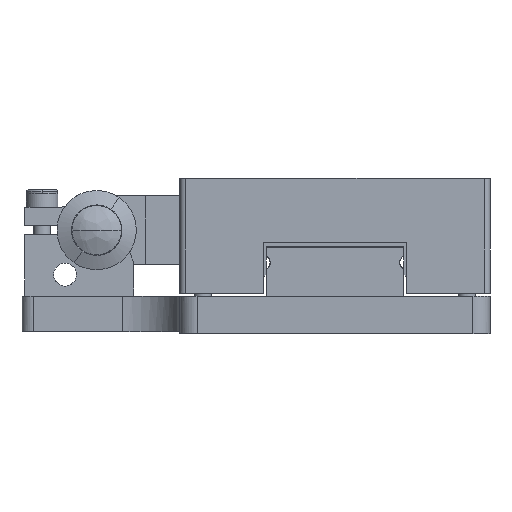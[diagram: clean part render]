
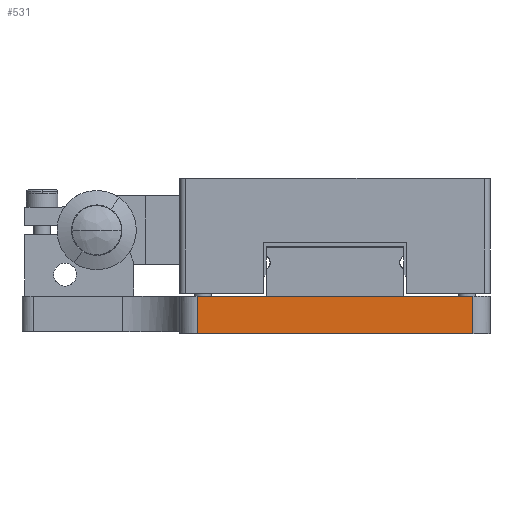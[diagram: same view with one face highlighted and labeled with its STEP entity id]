
A CAD part, front view. The second image highlights one B-rep face of the part: STEP entity #531.
In plain terms, the highlighted free-form (B-spline) face has degree [1, 1] with [2, 2] control points.
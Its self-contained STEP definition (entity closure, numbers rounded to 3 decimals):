
#531=ADVANCED_FACE('',(#1152),#22419,.T.);
#1152=FACE_OUTER_BOUND('',#1823,.T.);
#1823=EDGE_LOOP('',(#3297,#3298,#3299,#3300));
#3297=ORIENTED_EDGE('',*,*,#18674,.F.);
#3298=ORIENTED_EDGE('',*,*,#18544,.F.);
#3299=ORIENTED_EDGE('',*,*,#18675,.T.);
#3300=ORIENTED_EDGE('',*,*,#18660,.F.);
#6493=PCURVE('',#22412,#9899);
#6680=PCURVE('',#22417,#10086);
#6702=PCURVE('',#22767,#10108);
#6703=PCURVE('',#22419,#10109);
#6704=PCURVE('',#22419,#10110);
#6705=PCURVE('',#22419,#10111);
#6706=PCURVE('',#22419,#10112);
#6720=PCURVE('',#22770,#10126);
#9899=DEFINITIONAL_REPRESENTATION('',(#13301),#46445);
#10086=DEFINITIONAL_REPRESENTATION('',(#13476),#46445);
#10108=DEFINITIONAL_REPRESENTATION('',(#13502),#46445);
#10109=DEFINITIONAL_REPRESENTATION('',(#13503),#46445);
#10110=DEFINITIONAL_REPRESENTATION('',(#13504),#46445);
#10111=DEFINITIONAL_REPRESENTATION('',(#13506),#46445);
#10112=DEFINITIONAL_REPRESENTATION('',(#13507),#46445);
#10126=DEFINITIONAL_REPRESENTATION('',(#13526),#46445);
#13300=B_SPLINE_CURVE_WITH_KNOTS('',1,(#32954,#32955),.UNSPECIFIED.,.F.,
 .F.,(2,2),(-48.,0.),.UNSPECIFIED.);
#13301=B_SPLINE_CURVE_WITH_KNOTS('',1,(#32956,#32957),.UNSPECIFIED.,.F.,
 .F.,(2,2),(-48.,0.),.UNSPECIFIED.);
#13475=B_SPLINE_CURVE_WITH_KNOTS('',1,(#33760,#33761),.UNSPECIFIED.,.F.,
 .F.,(2,2),(-48.,0.),.UNSPECIFIED.);
#13476=B_SPLINE_CURVE_WITH_KNOTS('',1,(#33762,#33763),.UNSPECIFIED.,.F.,
 .F.,(2,2),(-48.,0.),.UNSPECIFIED.);
#13501=B_SPLINE_CURVE_WITH_KNOTS('',1,(#33842,#33843),.UNSPECIFIED.,.F.,
 .F.,(2,2),(0.,6.5),.UNSPECIFIED.);
#13502=B_SPLINE_CURVE_WITH_KNOTS('',1,(#33844,#33845),.UNSPECIFIED.,.F.,
 .F.,(2,2),(0.,6.5),.UNSPECIFIED.);
#13503=B_SPLINE_CURVE_WITH_KNOTS('',1,(#33846,#33847),.UNSPECIFIED.,.F.,
 .F.,(2,2),(0.,6.5),.UNSPECIFIED.);
#13504=B_SPLINE_CURVE_WITH_KNOTS('',1,(#33848,#33849),.UNSPECIFIED.,.F.,
 .F.,(2,2),(-48.,0.),.UNSPECIFIED.);
#13505=B_SPLINE_CURVE_WITH_KNOTS('',1,(#33850,#33851),.UNSPECIFIED.,.F.,
 .F.,(2,2),(-6.5,0.),.UNSPECIFIED.);
#13506=B_SPLINE_CURVE_WITH_KNOTS('',1,(#33852,#33853),.UNSPECIFIED.,.F.,
 .F.,(2,2),(-6.5,0.),.UNSPECIFIED.);
#13507=B_SPLINE_CURVE_WITH_KNOTS('',1,(#33854,#33855),.UNSPECIFIED.,.F.,
 .F.,(2,2),(-48.,0.),.UNSPECIFIED.);
#13526=B_SPLINE_CURVE_WITH_KNOTS('',1,(#33898,#33899),.UNSPECIFIED.,.F.,
 .F.,(2,2),(-6.5,0.),.UNSPECIFIED.);
#16807=SURFACE_CURVE('',#13300,(#6493,#6704),.PCURVE_S1.);
#16923=SURFACE_CURVE('',#13475,(#6680,#6706),.PCURVE_S1.);
#16937=SURFACE_CURVE('',#13501,(#6702,#6703),.PCURVE_S1.);
#16938=SURFACE_CURVE('',#13505,(#6705,#6720),.PCURVE_S1.);
#18544=EDGE_CURVE('',#21491,#21477,#16807,.T.);
#18660=EDGE_CURVE('',#21577,#21578,#16923,.T.);
#18674=EDGE_CURVE('',#21477,#21577,#16937,.T.);
#18675=EDGE_CURVE('',#21491,#21578,#16938,.T.);
#21477=VERTEX_POINT('',#28712);
#21491=VERTEX_POINT('',#28726);
#21577=VERTEX_POINT('',#28812);
#21578=VERTEX_POINT('',#28813);
#22412=B_SPLINE_SURFACE_WITH_KNOTS('',1,1,((#24821,#24822),(#24823,#24824)),
 .UNSPECIFIED.,.F.,.F.,.F.,(2,2),(2,2),(-35.27,62.77),(-69.12,69.12),
 .UNSPECIFIED.);
#22417=B_SPLINE_SURFACE_WITH_KNOTS('',1,1,((#25165,#25166),(#25167,#25168)),
 .UNSPECIFIED.,.F.,.F.,.F.,(2,2),(2,2),(0.915,16.755),
(-32.52,32.52),.UNSPECIFIED.);
#22419=B_SPLINE_SURFACE_WITH_KNOTS('',1,1,((#25209,#25210),(#25211,#25212)),
 .UNSPECIFIED.,.F.,.F.,.F.,(2,2),(2,2),(-2.77,5.27),(-55.92,
1.92),.UNSPECIFIED.);
#22767=(
BOUNDED_SURFACE()
B_SPLINE_SURFACE(2,1,((#25191,#25192),(#25193,#25194),(#25195,#25196),(#25197,
#25198),(#25199,#25200),(#25201,#25202),(#25203,#25204),(#25205,#25206),
(#25207,#25208)),.UNSPECIFIED.,.T.,.F.,.F.)
B_SPLINE_SURFACE_WITH_KNOTS((3,2,2,2,3),(2,2),(0.,1.571,3.142,
4.712,6.283),(0.,8.04),.UNSPECIFIED.)
GEOMETRIC_REPRESENTATION_ITEM()
RATIONAL_B_SPLINE_SURFACE(((1.,1.),(0.707,0.707),
(1.,1.),(0.707,0.707),(1.,1.),(0.707,
0.707),(1.,1.),(0.707,0.707),(1.,1.)))
REPRESENTATION_ITEM('')
SURFACE()
);
#22770=(
BOUNDED_SURFACE()
B_SPLINE_SURFACE(2,1,((#25253,#25254),(#25255,#25256),(#25257,#25258),(#25259,
#25260),(#25261,#25262),(#25263,#25264),(#25265,#25266),(#25267,#25268),
(#25269,#25270)),.UNSPECIFIED.,.T.,.F.,.F.)
B_SPLINE_SURFACE_WITH_KNOTS((3,2,2,2,3),(2,2),(0.,1.571,3.142,
4.712,6.283),(0.,8.04),.UNSPECIFIED.)
GEOMETRIC_REPRESENTATION_ITEM()
RATIONAL_B_SPLINE_SURFACE(((1.,1.),(0.707,0.707),
(1.,1.),(0.707,0.707),(1.,1.),(0.707,
0.707),(1.,1.),(0.707,0.707),(1.,1.)))
REPRESENTATION_ITEM('')
SURFACE()
);
#24821=CARTESIAN_POINT('',(35.897,-8.267,-53.52));
#24822=CARTESIAN_POINT('',(35.897,-8.267,84.72));
#24823=CARTESIAN_POINT('',(-62.143,-8.267,-53.52));
#24824=CARTESIAN_POINT('',(-62.143,-8.267,84.72));
#25165=CARTESIAN_POINT('',(33.147,-14.767,58.68));
#25166=CARTESIAN_POINT('',(-31.893,-14.767,58.68));
#25167=CARTESIAN_POINT('',(33.147,-14.767,74.52));
#25168=CARTESIAN_POINT('',(-31.893,-14.767,74.52));
#25191=CARTESIAN_POINT('',(21.627,-7.497,70.1));
#25192=CARTESIAN_POINT('',(21.627,-15.537,70.1));
#25193=CARTESIAN_POINT('',(21.627,-7.497,67.1));
#25194=CARTESIAN_POINT('',(21.627,-15.537,67.1));
#25195=CARTESIAN_POINT('',(24.627,-7.497,67.1));
#25196=CARTESIAN_POINT('',(24.627,-15.537,67.1));
#25197=CARTESIAN_POINT('',(27.627,-7.497,67.1));
#25198=CARTESIAN_POINT('',(27.627,-15.537,67.1));
#25199=CARTESIAN_POINT('',(27.627,-7.497,70.1));
#25200=CARTESIAN_POINT('',(27.627,-15.537,70.1));
#25201=CARTESIAN_POINT('',(27.627,-7.497,73.1));
#25202=CARTESIAN_POINT('',(27.627,-15.537,73.1));
#25203=CARTESIAN_POINT('',(24.627,-7.497,73.1));
#25204=CARTESIAN_POINT('',(24.627,-15.537,73.1));
#25205=CARTESIAN_POINT('',(21.627,-7.497,73.1));
#25206=CARTESIAN_POINT('',(21.627,-15.537,73.1));
#25207=CARTESIAN_POINT('',(21.627,-7.497,70.1));
#25208=CARTESIAN_POINT('',(21.627,-15.537,70.1));
#25209=CARTESIAN_POINT('',(29.547,-15.537,73.1));
#25210=CARTESIAN_POINT('',(-28.293,-15.537,73.1));
#25211=CARTESIAN_POINT('',(29.547,-7.497,73.1));
#25212=CARTESIAN_POINT('',(-28.293,-7.497,73.1));
#25253=CARTESIAN_POINT('',(-20.373,-7.497,70.1));
#25254=CARTESIAN_POINT('',(-20.373,-15.537,70.1));
#25255=CARTESIAN_POINT('',(-20.373,-7.497,73.1));
#25256=CARTESIAN_POINT('',(-20.373,-15.537,73.1));
#25257=CARTESIAN_POINT('',(-23.373,-7.497,73.1));
#25258=CARTESIAN_POINT('',(-23.373,-15.537,73.1));
#25259=CARTESIAN_POINT('',(-26.373,-7.497,73.1));
#25260=CARTESIAN_POINT('',(-26.373,-15.537,73.1));
#25261=CARTESIAN_POINT('',(-26.373,-7.497,70.1));
#25262=CARTESIAN_POINT('',(-26.373,-15.537,70.1));
#25263=CARTESIAN_POINT('',(-26.373,-7.497,67.1));
#25264=CARTESIAN_POINT('',(-26.373,-15.537,67.1));
#25265=CARTESIAN_POINT('',(-23.373,-7.497,67.1));
#25266=CARTESIAN_POINT('',(-23.373,-15.537,67.1));
#25267=CARTESIAN_POINT('',(-20.373,-7.497,67.1));
#25268=CARTESIAN_POINT('',(-20.373,-15.537,67.1));
#25269=CARTESIAN_POINT('',(-20.373,-7.497,70.1));
#25270=CARTESIAN_POINT('',(-20.373,-15.537,70.1));
#28712=CARTESIAN_POINT('',(24.627,-8.267,73.1));
#28726=CARTESIAN_POINT('',(-23.373,-8.267,73.1));
#28812=CARTESIAN_POINT('',(24.627,-14.767,73.1));
#28813=CARTESIAN_POINT('',(-23.373,-14.767,73.1));
#32954=CARTESIAN_POINT('',(-23.373,-8.267,73.1));
#32955=CARTESIAN_POINT('',(24.627,-8.267,73.1));
#32956=CARTESIAN_POINT('',(24.,57.5));
#32957=CARTESIAN_POINT('',(-24.,57.5));
#33760=CARTESIAN_POINT('',(24.627,-14.767,73.1));
#33761=CARTESIAN_POINT('',(-23.373,-14.767,73.1));
#33762=CARTESIAN_POINT('',(15.335,-24.));
#33763=CARTESIAN_POINT('',(15.335,24.));
#33842=CARTESIAN_POINT('',(24.627,-8.267,73.1));
#33843=CARTESIAN_POINT('',(24.627,-14.767,73.1));
#33844=CARTESIAN_POINT('',(4.712,0.77));
#33845=CARTESIAN_POINT('',(4.712,7.27));
#33846=CARTESIAN_POINT('',(4.5,-51.));
#33847=CARTESIAN_POINT('',(-2.,-51.));
#33848=CARTESIAN_POINT('',(4.5,-3.));
#33849=CARTESIAN_POINT('',(4.5,-51.));
#33850=CARTESIAN_POINT('',(-23.373,-8.267,73.1));
#33851=CARTESIAN_POINT('',(-23.373,-14.767,73.1));
#33852=CARTESIAN_POINT('',(4.5,-3.));
#33853=CARTESIAN_POINT('',(-2.,-3.));
#33854=CARTESIAN_POINT('',(-2.,-51.));
#33855=CARTESIAN_POINT('',(-2.,-3.));
#33898=CARTESIAN_POINT('',(1.571,0.77));
#33899=CARTESIAN_POINT('',(1.571,7.27));
#46445=(
GEOMETRIC_REPRESENTATION_CONTEXT(2)
PARAMETRIC_REPRESENTATION_CONTEXT()
REPRESENTATION_CONTEXT('pspace','')
);
